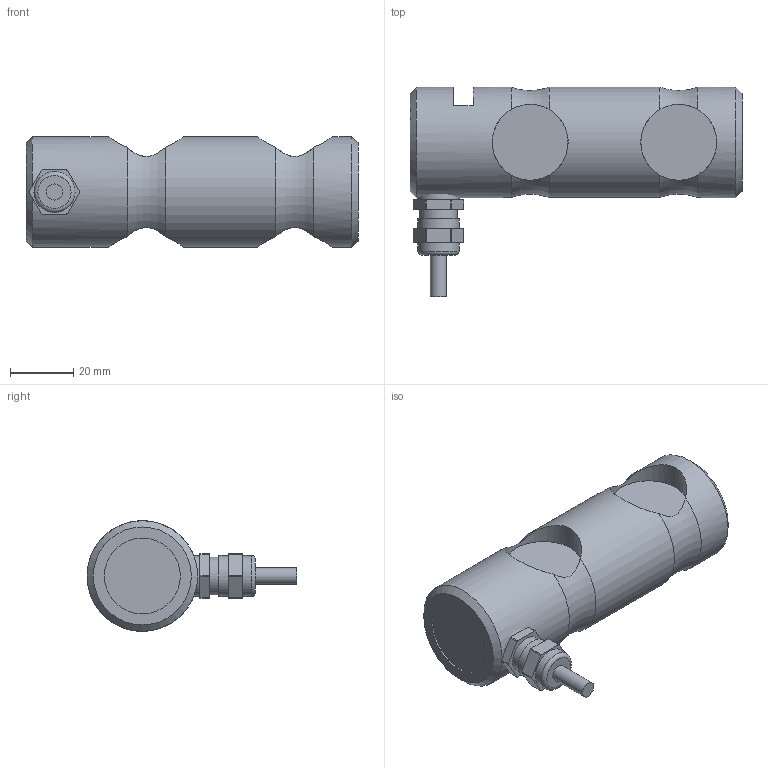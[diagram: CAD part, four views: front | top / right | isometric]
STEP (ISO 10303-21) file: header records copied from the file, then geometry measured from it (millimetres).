
FILE_DESCRIPTION(/* description */ (''),/* implementation_level */ '2;1');
FILE_NAME(/* name */ '535TS-(2-5)t v1.step',/* time_stamp */ '2020-01-21T14:52:18-08:00',/* author */ (''),/* organization */ (''),/* preprocessor_version */ 'ST-DEVELOPER v18',/* originating_system */ 'Autodesk Translation Framework v8.12.0.6',/* authorisation */ '');
FILE_SCHEMA (('AUTOMOTIVE_DESIGN { 1 0 10303 214 3 1 1 }'));
Length unit declared in the file: millimetre
Products named in the file (1): 535TS-(2-5)t
Bounding box: 105 x 66.41 x 35 mm (x, y, z)
Volume: 90551 mm3; surface area: 16352.8 mm2
Topology: 2 solids, 2 shells, 64 faces, 173 edges, 121 vertices
Faces by surface type: plane 30, cylinder 26, torus 5, cone 3
Full cylindrical faces by diameter (mm): 4 x1, 5.1 x1, 12 x1, 13 x3, 24 x5, 35 x3
Entity records: 2303 total; most frequent: CARTESIAN_POINT 604, DIRECTION 361, ORIENTED_EDGE 344, EDGE_CURVE 172, AXIS2_PLACEMENT_3D 146, VERTEX_POINT 121, CIRCLE 81, EDGE_LOOP 73
